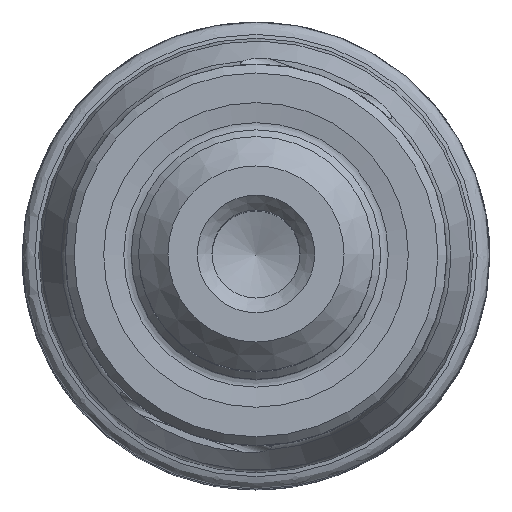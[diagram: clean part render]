
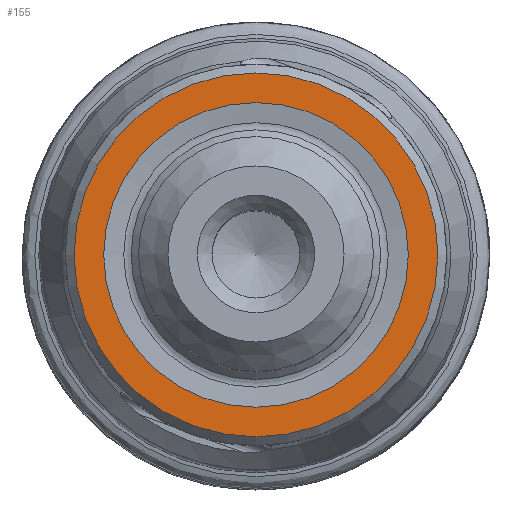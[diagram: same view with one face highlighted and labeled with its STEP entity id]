
A CAD part, top view. The second image highlights one B-rep face of the part: STEP entity #155.
In plain terms, the highlighted planar face has unit normal (0, 0, 1).
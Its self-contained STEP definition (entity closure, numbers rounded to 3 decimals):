
#87=PLANE('',#863);
#155=ADVANCED_FACE('',(#313,#314),#87,.T.);
#313=FACE_BOUND('',#407,.T.);
#314=FACE_BOUND('',#408,.T.);
#407=EDGE_LOOP('',(#513));
#408=EDGE_LOOP('',(#514));
#513=ORIENTED_EDGE('',*,*,#726,.T.);
#514=ORIENTED_EDGE('',*,*,#727,.F.);
#655=VERTEX_POINT('',#1431);
#656=VERTEX_POINT('',#1433);
#726=EDGE_CURVE('',#655,#655,#806,.T.);
#727=EDGE_CURVE('',#656,#656,#807,.T.);
#806=CIRCLE('',#861,6.2);
#807=CIRCLE('',#862,5.19);
#861=AXIS2_PLACEMENT_3D('',#1430,#997,#998);
#862=AXIS2_PLACEMENT_3D('',#1432,#999,#1000);
#863=AXIS2_PLACEMENT_3D('',#1434,#1001,#1002);
#997=DIRECTION('',(0.,0.,1.));
#998=DIRECTION('',(1.,0.,0.));
#999=DIRECTION('',(0.,0.,1.));
#1000=DIRECTION('',(1.,0.,0.));
#1001=DIRECTION('',(0.,0.,1.));
#1002=DIRECTION('',(1.,0.,0.));
#1430=CARTESIAN_POINT('',(0.,0.,0.));
#1431=CARTESIAN_POINT('',(6.2,0.,0.));
#1432=CARTESIAN_POINT('',(0.,0.,0.));
#1433=CARTESIAN_POINT('',(5.19,0.,0.));
#1434=CARTESIAN_POINT('',(0.,0.,0.));
